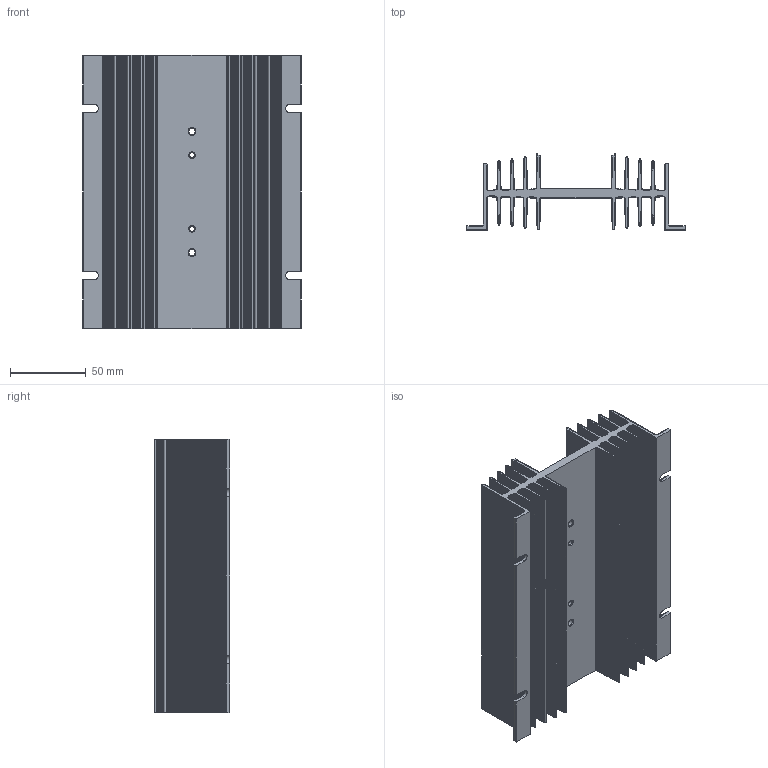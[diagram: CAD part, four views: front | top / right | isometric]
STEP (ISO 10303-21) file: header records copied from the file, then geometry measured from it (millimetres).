
FILE_DESCRIPTION (( 'STEP AP203' ), '1' );
FILE_NAME ('PTP063.STEP', '2020-12-17T08:46:22', ( 'Pavel' ), ( '' ), 'SwSTEP 2.0', 'SolidWorks 2016', '' );
FILE_SCHEMA (( 'CONFIG_CONTROL_DESIGN' ));
Length unit declared in the file: millimetre
Products named in the file (2): PTP063
Bounding box: 144 x 50 x 180 mm (x, y, z)
Volume: 269854.3 mm3; surface area: 285773.5 mm2
Topology: 1 solids, 1 shells, 3770 faces, 11288 edges, 7520 vertices
Faces by surface type: cylinder 3618, plane 136, cone 16
Entity records: 132217 total; most frequent: DIRECTION 25756, CARTESIAN_POINT 23646, ORIENTED_EDGE 22576, EDGE_CURVE 11288, AXIS2_PLACEMENT_3D 10864, VERTEX_POINT 7520, CIRCLE 7092, LINE 4028
